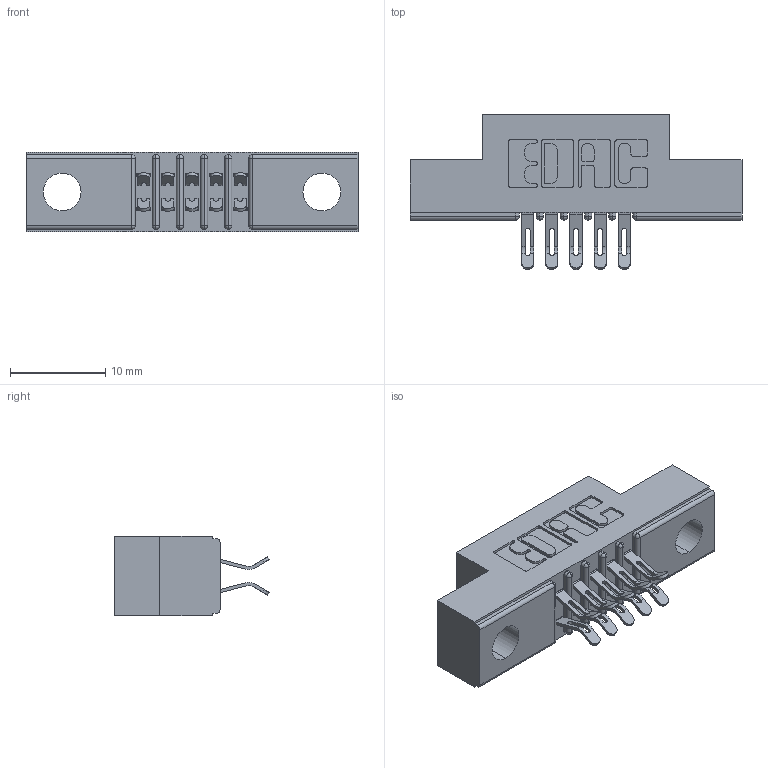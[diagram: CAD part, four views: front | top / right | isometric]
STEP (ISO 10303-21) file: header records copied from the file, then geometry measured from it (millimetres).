
FILE_DESCRIPTION (( 'STEP AP203' ), '1' );
FILE_NAME ('391-010-555-204.STEP', '2018-08-08T16:06:57', ( '' ), ( '' ), 'SwSTEP 2.0', 'SolidWorks 2016', '' );
FILE_SCHEMA (( 'CONFIG_CONTROL_DESIGN' ));
Length unit declared in the file: inch
Products named in the file (3): 391-010-555-204; 341 Part_.156 (3.96) Dia Mounting Holes; 341-292-001_341-292-155
Assembly tree (11 placements, depth 2):
  391-010-555-204
    341 Part_.156 (3.96) Dia Mounting Holes
    341-292-001_341-292-155  x10
Bounding box: 34.92 x 16.31 x 8.38 mm (x, y, z)
Volume: 1941.5 mm3; surface area: 2993.7 mm2
Topology: 11 solids, 11 shells, 910 faces, 2687 edges, 1750 vertices
Faces by surface type: plane 502, cylinder 388, sphere 12, torus 8
Entity records: 11868 total; most frequent: CARTESIAN_POINT 1995, ORIENTED_EDGE 1966, DIRECTION 1945, EDGE_CURVE 983, LINE 745, VECTOR 745, VERTEX_POINT 634, AXIS2_PLACEMENT_3D 600
